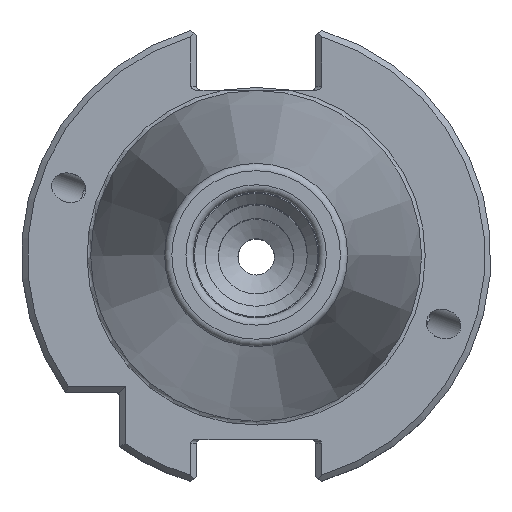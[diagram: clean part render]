
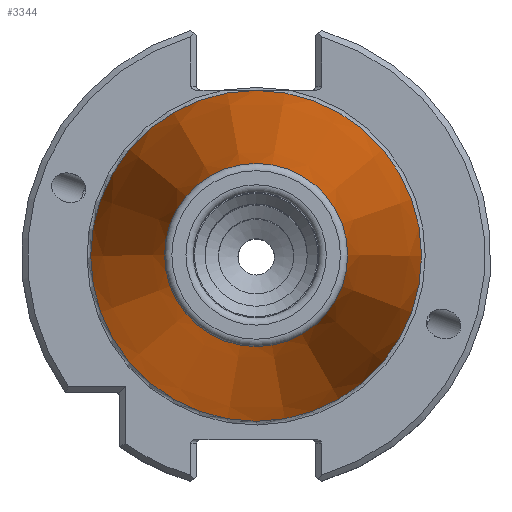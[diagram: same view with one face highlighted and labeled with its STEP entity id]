
A CAD part, top view. The second image highlights one B-rep face of the part: STEP entity #3344.
In plain terms, the highlighted conical face has half-angle 8.297 degrees and reference radius 22.395 mm.
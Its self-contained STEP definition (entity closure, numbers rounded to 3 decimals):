
#345=CONICAL_SURFACE('',#3541,22.395,0.145);
#404=CIRCLE('',#3532,12.397);
#409=CIRCLE('',#3542,22.395);
#566=ORIENTED_EDGE('',*,*,#1163,.F.);
#567=ORIENTED_EDGE('',*,*,#1184,.T.);
#1163=EDGE_CURVE('',#1489,#1489,#404,.T.);
#1184=EDGE_CURVE('',#1508,#1508,#409,.T.);
#1489=VERTEX_POINT('',#4556);
#1508=VERTEX_POINT('',#4647);
#1844=EDGE_LOOP('',(#566));
#1845=EDGE_LOOP('',(#567));
#2060=FACE_BOUND('',#1844,.T.);
#2061=FACE_BOUND('',#1845,.T.);
#3344=ADVANCED_FACE('',(#2060,#2061),#345,.T.);
#3532=AXIS2_PLACEMENT_3D('',#4555,#3885,#3886);
#3541=AXIS2_PLACEMENT_3D('',#4645,#3907,#3908);
#3542=AXIS2_PLACEMENT_3D('',#4646,#3909,#3910);
#3885=DIRECTION('',(0.,0.,1.));
#3886=DIRECTION('',(1.,0.,0.));
#3907=DIRECTION('',(0.,0.,-1.));
#3908=DIRECTION('',(-1.,0.,0.));
#3909=DIRECTION('',(0.,0.,1.));
#3910=DIRECTION('',(1.,0.,0.));
#4555=CARTESIAN_POINT('',(0.,0.,67.394));
#4556=CARTESIAN_POINT('',(12.397,0.,67.394));
#4645=CARTESIAN_POINT('',(0.,0.,-1.163));
#4646=CARTESIAN_POINT('',(0.,0.,-1.163));
#4647=CARTESIAN_POINT('',(22.395,0.,-1.163));
